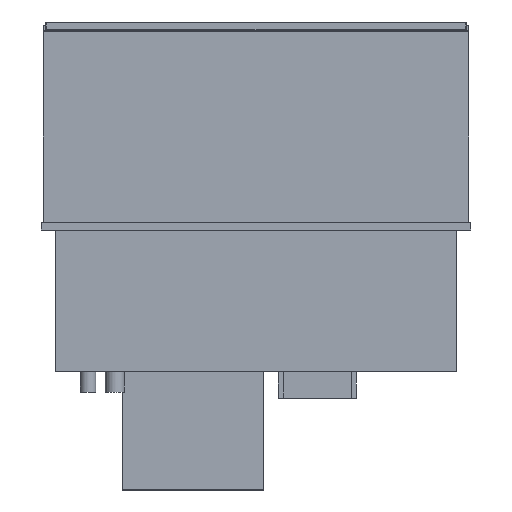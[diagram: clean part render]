
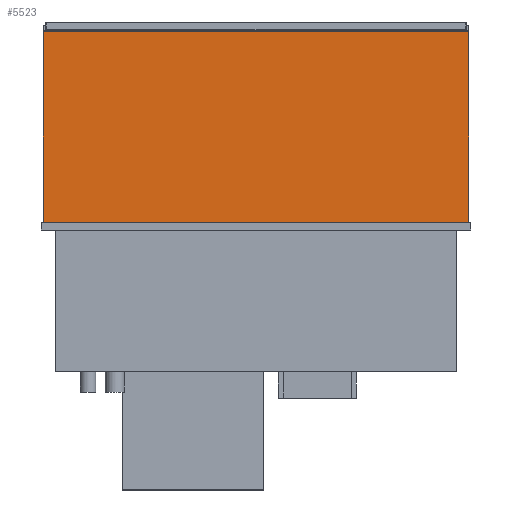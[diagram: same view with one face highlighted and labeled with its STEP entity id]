
A CAD part, top view. The second image highlights one B-rep face of the part: STEP entity #5523.
In plain terms, the highlighted planar face has unit normal (0, 0, 1).
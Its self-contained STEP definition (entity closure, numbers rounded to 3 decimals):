
#331=PLANE('',#5943);
#658=FACE_OUTER_BOUND('',#998,.T.);
#998=EDGE_LOOP('',(#4944,#4945,#4946,#4947));
#1620=LINE('',#8680,#2328);
#1623=LINE('',#8686,#2331);
#1626=LINE('',#8692,#2334);
#1629=LINE('',#8696,#2337);
#2328=VECTOR('',#7139,10.);
#2331=VECTOR('',#7144,10.);
#2334=VECTOR('',#7149,10.);
#2337=VECTOR('',#7154,10.);
#2914=VERTEX_POINT('',#8677);
#2915=VERTEX_POINT('',#8679);
#2917=VERTEX_POINT('',#8685);
#2919=VERTEX_POINT('',#8691);
#3604=EDGE_CURVE('',#2915,#2914,#1620,.T.);
#3607=EDGE_CURVE('',#2917,#2915,#1623,.T.);
#3610=EDGE_CURVE('',#2919,#2917,#1626,.T.);
#3613=EDGE_CURVE('',#2914,#2919,#1629,.T.);
#4944=ORIENTED_EDGE('',*,*,#3613,.T.);
#4945=ORIENTED_EDGE('',*,*,#3610,.T.);
#4946=ORIENTED_EDGE('',*,*,#3607,.T.);
#4947=ORIENTED_EDGE('',*,*,#3604,.T.);
#5523=ADVANCED_FACE('',(#658),#331,.T.);
#5943=AXIS2_PLACEMENT_3D('',#8697,#7155,#7156);
#7139=DIRECTION('',(0.,-1.,0.));
#7144=DIRECTION('',(-1.,0.,0.));
#7149=DIRECTION('',(0.,1.,0.));
#7154=DIRECTION('',(1.,0.,0.));
#7155=DIRECTION('center_axis',(0.,0.,1.));
#7156=DIRECTION('ref_axis',(1.,0.,0.));
#8677=CARTESIAN_POINT('',(-557.5,20.,347.5));
#8679=CARTESIAN_POINT('',(-557.5,520.,347.5));
#8680=CARTESIAN_POINT('',(-557.5,524.,347.5));
#8685=CARTESIAN_POINT('',(557.5,520.,347.5));
#8686=CARTESIAN_POINT('',(557.5,520.,347.5));
#8691=CARTESIAN_POINT('',(557.5,20.,347.5));
#8692=CARTESIAN_POINT('',(557.5,20.,347.5));
#8696=CARTESIAN_POINT('',(-557.5,20.,347.5));
#8697=CARTESIAN_POINT('Origin',(0.,270.,347.5));
